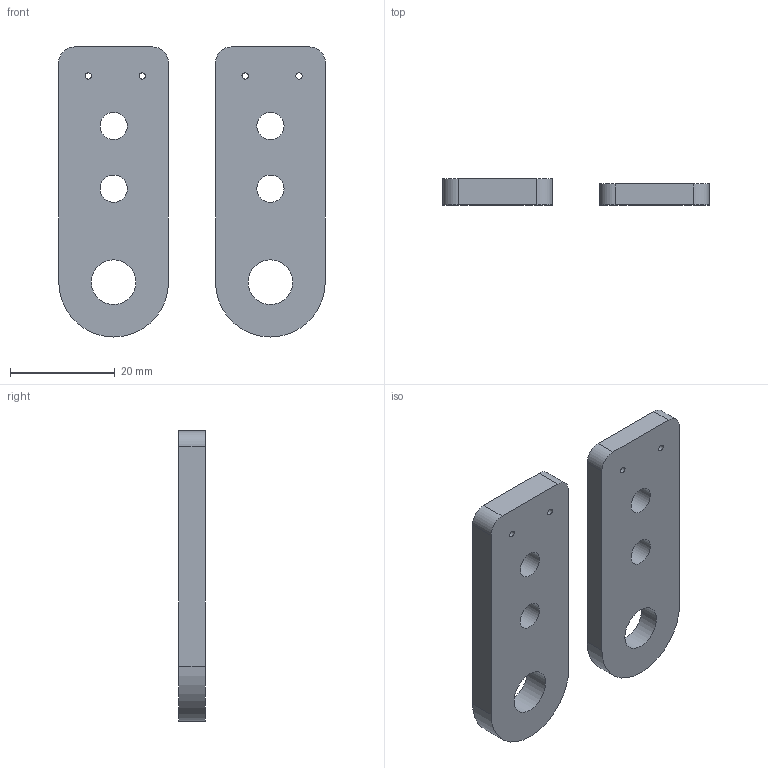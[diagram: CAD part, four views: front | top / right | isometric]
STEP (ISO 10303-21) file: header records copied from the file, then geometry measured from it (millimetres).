
FILE_DESCRIPTION(/* description */ (''),/* implementation_level */ '2;1');
FILE_NAME(/* name */ 'Idler Bracket v3.step',/* time_stamp */ '2017-02-18T18:12:42-05:00',/* author */ (''),/* organization */ (''),/* preprocessor_version */ 'ST-DEVELOPER v16.5',/* originating_system */ 'Autodesk Translation Framework v5.2.0.2920',/* authorisation */ '');
FILE_SCHEMA (('AUTOMOTIVE_DESIGN { 1 0 10303 214 3 1 1 }'));
Length unit declared in the file: millimetre
Products named in the file (1): Idler Bracket v3
Bounding box: 51 x 5 x 55.5 mm (x, y, z)
Volume: 9067.3 mm3; surface area: 5968.9 mm2
Topology: 2 solids, 2 shells, 34 faces, 78 edges, 52 vertices
Faces by surface type: cylinder 20, plane 14
Full cylindrical faces by diameter (mm): 1.2 x4, 2.6 x4, 5.2 x4, 8.554 x2
Entity records: 973 total; most frequent: DIRECTION 174, CARTESIAN_POINT 151, ORIENTED_EDGE 128, AXIS2_PLACEMENT_3D 75, EDGE_LOOP 72, EDGE_CURVE 64, VERTEX_POINT 52, CIRCLE 40
